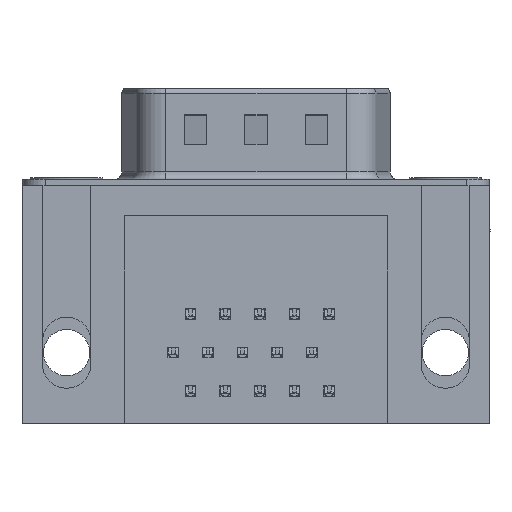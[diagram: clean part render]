
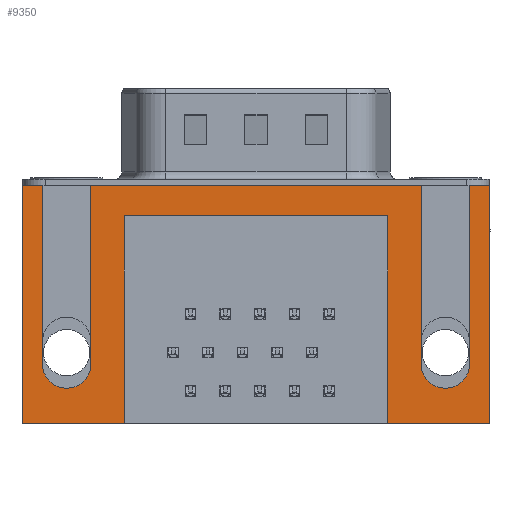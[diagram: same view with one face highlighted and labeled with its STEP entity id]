
A CAD part, front view. The second image highlights one B-rep face of the part: STEP entity #9350.
In plain terms, the highlighted planar face has unit normal (0, -1, 0).
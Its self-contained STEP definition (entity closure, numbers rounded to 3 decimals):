
#226 = DIRECTION ( 'NONE',  ( 0., -1., 0. ) ) ;
#347 = AXIS2_PLACEMENT_3D ( 'NONE', #8375, #226, #9736 ) ;
#349 = VECTOR ( 'NONE', #8553, 1000. ) ;
#484 = DIRECTION ( 'NONE',  ( 0., -1., 0. ) ) ;
#536 = VERTEX_POINT ( 'NONE', #809 ) ;
#651 = FACE_OUTER_BOUND ( 'NONE', #10673, .T. ) ;
#714 = VERTEX_POINT ( 'NONE', #5260 ) ;
#748 = CARTESIAN_POINT ( 'NONE',  ( -1.6, -6.275, -11.78 ) ) ;
#794 = LINE ( 'NONE', #15247, #3587 ) ;
#799 = EDGE_CURVE ( 'NONE', #10548, #7357, #8744, .T. ) ;
#809 = CARTESIAN_POINT ( 'NONE',  ( -2.91, -6.275, -15.7 ) ) ;
#942 = ORIENTED_EDGE ( 'NONE', *, *, #5710, .F. ) ;
#1105 = ORIENTED_EDGE ( 'NONE', *, *, #1969, .F. ) ;
#1140 = VERTEX_POINT ( 'NONE', #5877 ) ;
#1236 = ORIENTED_EDGE ( 'NONE', *, *, #8363, .F. ) ;
#1410 = DIRECTION ( 'NONE',  ( 0., -1., 0. ) ) ;
#1429 = DIRECTION ( 'NONE',  ( -1., 0., 0. ) ) ;
#1492 = VECTOR ( 'NONE', #7286, 1000. ) ;
#1918 = LINE ( 'NONE', #8647, #1492 ) ;
#1953 = AXIS2_PLACEMENT_3D ( 'NONE', #9572, #1410, #10926 ) ;
#1969 = EDGE_CURVE ( 'NONE', #12611, #1140, #15104, .T. ) ;
#1980 = ORIENTED_EDGE ( 'NONE', *, *, #6541, .F. ) ;
#2084 = CARTESIAN_POINT ( 'NONE',  ( 27.9, -6.275, -15.7 ) ) ;
#2109 = CARTESIAN_POINT ( 'NONE',  ( 21.2, -6.275, -15.7 ) ) ;
#2152 = LINE ( 'NONE', #10948, #9381 ) ;
#2502 = DIRECTION ( 'NONE',  ( 0., 0., 1. ) ) ;
#2661 = VERTEX_POINT ( 'NONE', #8522 ) ;
#2693 = EDGE_CURVE ( 'NONE', #6104, #15447, #7230, .T. ) ;
#2910 = ORIENTED_EDGE ( 'NONE', *, *, #11537, .F. ) ;
#3178 = DIRECTION ( 'NONE',  ( 0., 0., 1. ) ) ;
#3587 = VECTOR ( 'NONE', #16630, 1000. ) ;
#3635 = ORIENTED_EDGE ( 'NONE', *, *, #7645, .F. ) ;
#3676 = AXIS2_PLACEMENT_3D ( 'NONE', #6232, #7593, #17086 ) ;
#3967 = CARTESIAN_POINT ( 'NONE',  ( 21.2, -6.275, -2. ) ) ;
#3986 = CARTESIAN_POINT ( 'NONE',  ( -2.91, -6.275, 0. ) ) ;
#3993 = DIRECTION ( 'NONE',  ( 0., 0., 1. ) ) ;
#4152 = EDGE_CURVE ( 'NONE', #6668, #13515, #17156, .T. ) ;
#4841 = LINE ( 'NONE', #12829, #9262 ) ;
#4921 = CIRCLE ( 'NONE', #15862, 1.6 ) ;
#4960 = LINE ( 'NONE', #3986, #11716 ) ;
#5048 = ORIENTED_EDGE ( 'NONE', *, *, #9066, .F. ) ;
#5077 = CARTESIAN_POINT ( 'NONE',  ( 21.2, -6.275, -2. ) ) ;
#5094 = VECTOR ( 'NONE', #16490, 1000. ) ;
#5145 = VECTOR ( 'NONE', #14262, 1000. ) ;
#5260 = CARTESIAN_POINT ( 'NONE',  ( -1.6, -6.275, 0. ) ) ;
#5345 = DIRECTION ( 'NONE',  ( 1., 0., 0. ) ) ;
#5373 = VERTEX_POINT ( 'NONE', #748 ) ;
#5439 = VECTOR ( 'NONE', #9410, 1000. ) ;
#5556 = CARTESIAN_POINT ( 'NONE',  ( 0., -6.275, -11.78 ) ) ;
#5710 = EDGE_CURVE ( 'NONE', #714, #5373, #8684, .T. ) ;
#5737 = CARTESIAN_POINT ( 'NONE',  ( 1.6, -6.275, 0. ) ) ;
#5862 = LINE ( 'NONE', #3967, #5439 ) ;
#5877 = CARTESIAN_POINT ( 'NONE',  ( 3.79, -6.275, -15.7 ) ) ;
#5934 = AXIS2_PLACEMENT_3D ( 'NONE', #5556, #15030, #6913 ) ;
#6104 = VERTEX_POINT ( 'NONE', #9421 ) ;
#6144 = CARTESIAN_POINT ( 'NONE',  ( 3.79, -6.275, -2. ) ) ;
#6232 = CARTESIAN_POINT ( 'NONE',  ( -2.91, -6.275, -2.5 ) ) ;
#6252 = ORIENTED_EDGE ( 'NONE', *, *, #14599, .T. ) ;
#6279 = VECTOR ( 'NONE', #3993, 1000. ) ;
#6421 = ORIENTED_EDGE ( 'NONE', *, *, #13905, .F. ) ;
#6541 = EDGE_CURVE ( 'NONE', #15447, #11147, #7596, .T. ) ;
#6637 = CIRCLE ( 'NONE', #347, 1.6 ) ;
#6668 = VERTEX_POINT ( 'NONE', #17040 ) ;
#6913 = DIRECTION ( 'NONE',  ( 0., 0., -1. ) ) ;
#7057 = ORIENTED_EDGE ( 'NONE', *, *, #15985, .F. ) ;
#7086 = ORIENTED_EDGE ( 'NONE', *, *, #12542, .F. ) ;
#7131 = CARTESIAN_POINT ( 'NONE',  ( 3.79, -6.275, -2. ) ) ;
#7230 = LINE ( 'NONE', #9937, #9976 ) ;
#7286 = DIRECTION ( 'NONE',  ( -1., 0., 0. ) ) ;
#7357 = VERTEX_POINT ( 'NONE', #2109 ) ;
#7593 = DIRECTION ( 'NONE',  ( 0., -1., 0. ) ) ;
#7596 = LINE ( 'NONE', #17121, #349 ) ;
#7645 = EDGE_CURVE ( 'NONE', #7357, #8844, #5862, .T. ) ;
#8363 = EDGE_CURVE ( 'NONE', #5373, #10489, #11543, .T. ) ;
#8375 = CARTESIAN_POINT ( 'NONE',  ( 0., -6.275, -11.78 ) ) ;
#8379 = ORIENTED_EDGE ( 'NONE', *, *, #11095, .F. ) ;
#8509 = CARTESIAN_POINT ( 'NONE',  ( 26.59, -6.275, 0. ) ) ;
#8522 = CARTESIAN_POINT ( 'NONE',  ( -2.91, -6.275, 0. ) ) ;
#8553 = DIRECTION ( 'NONE',  ( 1., 0., 0. ) ) ;
#8606 = LINE ( 'NONE', #13472, #6279 ) ;
#8644 = CARTESIAN_POINT ( 'NONE',  ( 24.99, -6.275, -11.78 ) ) ;
#8647 = CARTESIAN_POINT ( 'NONE',  ( 27.9, -6.275, -15.7 ) ) ;
#8684 = LINE ( 'NONE', #13750, #5094 ) ;
#8699 = ORIENTED_EDGE ( 'NONE', *, *, #2693, .F. ) ;
#8744 = LINE ( 'NONE', #10989, #5145 ) ;
#8844 = VERTEX_POINT ( 'NONE', #5077 ) ;
#9066 = EDGE_CURVE ( 'NONE', #10489, #6104, #6637, .T. ) ;
#9262 = VECTOR ( 'NONE', #2502, 1000. ) ;
#9350 = ADVANCED_FACE ( 'NONE', ( #651 ), #14342, .T. ) ;
#9381 = VECTOR ( 'NONE', #1429, 1000. ) ;
#9410 = DIRECTION ( 'NONE',  ( 0., 0., 1. ) ) ;
#9421 = CARTESIAN_POINT ( 'NONE',  ( 1.6, -6.275, -11.78 ) ) ;
#9546 = CARTESIAN_POINT ( 'NONE',  ( 24.99, -6.275, -13.38 ) ) ;
#9572 = CARTESIAN_POINT ( 'NONE',  ( 24.99, -6.275, -11.78 ) ) ;
#9709 = EDGE_CURVE ( 'NONE', #1140, #536, #1918, .T. ) ;
#9736 = DIRECTION ( 'NONE',  ( 0., 0., -1. ) ) ;
#9937 = CARTESIAN_POINT ( 'NONE',  ( 1.6, -6.275, 0. ) ) ;
#9976 = VECTOR ( 'NONE', #3178, 1000. ) ;
#10000 = ORIENTED_EDGE ( 'NONE', *, *, #4152, .F. ) ;
#10002 = DIRECTION ( 'NONE',  ( 0., 0., 1. ) ) ;
#10185 = DIRECTION ( 'NONE',  ( 0., 0., -1. ) ) ;
#10489 = VERTEX_POINT ( 'NONE', #14187 ) ;
#10548 = VERTEX_POINT ( 'NONE', #2084 ) ;
#10673 = EDGE_LOOP ( 'NONE', ( #10000, #7057, #2910, #8379, #1980, #8699, #5048, #1236, #942, #12306, #6421, #11769, #1105, #11906, #3635, #15206, #6252, #7086 ) ) ;
#10926 = DIRECTION ( 'NONE',  ( 0., 0., 1. ) ) ;
#10948 = CARTESIAN_POINT ( 'NONE',  ( 3.79, -6.275, -2. ) ) ;
#10989 = CARTESIAN_POINT ( 'NONE',  ( 27.9, -6.275, -15.7 ) ) ;
#11035 = VECTOR ( 'NONE', #13161, 1000. ) ;
#11095 = EDGE_CURVE ( 'NONE', #11147, #16477, #11466, .T. ) ;
#11147 = VERTEX_POINT ( 'NONE', #17306 ) ;
#11369 = VERTEX_POINT ( 'NONE', #9546 ) ;
#11466 = LINE ( 'NONE', #11791, #11035 ) ;
#11537 = EDGE_CURVE ( 'NONE', #16477, #11369, #4921, .T. ) ;
#11543 = CIRCLE ( 'NONE', #5934, 1.6 ) ;
#11716 = VECTOR ( 'NONE', #5345, 1000. ) ;
#11769 = ORIENTED_EDGE ( 'NONE', *, *, #9709, .F. ) ;
#11791 = CARTESIAN_POINT ( 'NONE',  ( 23.39, -6.275, 0. ) ) ;
#11906 = ORIENTED_EDGE ( 'NONE', *, *, #16937, .F. ) ;
#11967 = CARTESIAN_POINT ( 'NONE',  ( 23.39, -6.275, -11.78 ) ) ;
#12306 = ORIENTED_EDGE ( 'NONE', *, *, #16521, .F. ) ;
#12542 = EDGE_CURVE ( 'NONE', #13515, #14130, #794, .T. ) ;
#12611 = VERTEX_POINT ( 'NONE', #7131 ) ;
#12829 = CARTESIAN_POINT ( 'NONE',  ( -2.91, -6.275, -2.5 ) ) ;
#13107 = VECTOR ( 'NONE', #16646, 1000. ) ;
#13161 = DIRECTION ( 'NONE',  ( 0., 0., -1. ) ) ;
#13472 = CARTESIAN_POINT ( 'NONE',  ( 27.9, -6.275, -2.5 ) ) ;
#13515 = VERTEX_POINT ( 'NONE', #17286 ) ;
#13750 = CARTESIAN_POINT ( 'NONE',  ( -1.6, -6.275, 0. ) ) ;
#13832 = CARTESIAN_POINT ( 'NONE',  ( 27.9, -6.275, 0. ) ) ;
#13905 = EDGE_CURVE ( 'NONE', #536, #2661, #4841, .T. ) ;
#14130 = VERTEX_POINT ( 'NONE', #13832 ) ;
#14187 = CARTESIAN_POINT ( 'NONE',  ( 0., -6.275, -13.38 ) ) ;
#14262 = DIRECTION ( 'NONE',  ( -1., 0., 0. ) ) ;
#14342 = PLANE ( 'NONE',  #3676 ) ;
#14599 = EDGE_CURVE ( 'NONE', #10548, #14130, #8606, .T. ) ;
#15030 = DIRECTION ( 'NONE',  ( 0., -1., 0. ) ) ;
#15104 = LINE ( 'NONE', #6144, #17022 ) ;
#15206 = ORIENTED_EDGE ( 'NONE', *, *, #799, .F. ) ;
#15247 = CARTESIAN_POINT ( 'NONE',  ( -2.91, -6.275, 0. ) ) ;
#15447 = VERTEX_POINT ( 'NONE', #5737 ) ;
#15862 = AXIS2_PLACEMENT_3D ( 'NONE', #8644, #484, #10002 ) ;
#15985 = EDGE_CURVE ( 'NONE', #11369, #6668, #16634, .T. ) ;
#16477 = VERTEX_POINT ( 'NONE', #11967 ) ;
#16490 = DIRECTION ( 'NONE',  ( 0., 0., -1. ) ) ;
#16521 = EDGE_CURVE ( 'NONE', #2661, #714, #4960, .T. ) ;
#16630 = DIRECTION ( 'NONE',  ( 1., 0., 0. ) ) ;
#16634 = CIRCLE ( 'NONE', #1953, 1.6 ) ;
#16646 = DIRECTION ( 'NONE',  ( 0., 0., 1. ) ) ;
#16937 = EDGE_CURVE ( 'NONE', #8844, #12611, #2152, .T. ) ;
#17022 = VECTOR ( 'NONE', #10185, 1000. ) ;
#17040 = CARTESIAN_POINT ( 'NONE',  ( 26.59, -6.275, -11.78 ) ) ;
#17086 = DIRECTION ( 'NONE',  ( 0., 0., -1. ) ) ;
#17121 = CARTESIAN_POINT ( 'NONE',  ( -2.91, -6.275, 0. ) ) ;
#17156 = LINE ( 'NONE', #8509, #13107 ) ;
#17286 = CARTESIAN_POINT ( 'NONE',  ( 26.59, -6.275, 0. ) ) ;
#17306 = CARTESIAN_POINT ( 'NONE',  ( 23.39, -6.275, 0. ) ) ;
